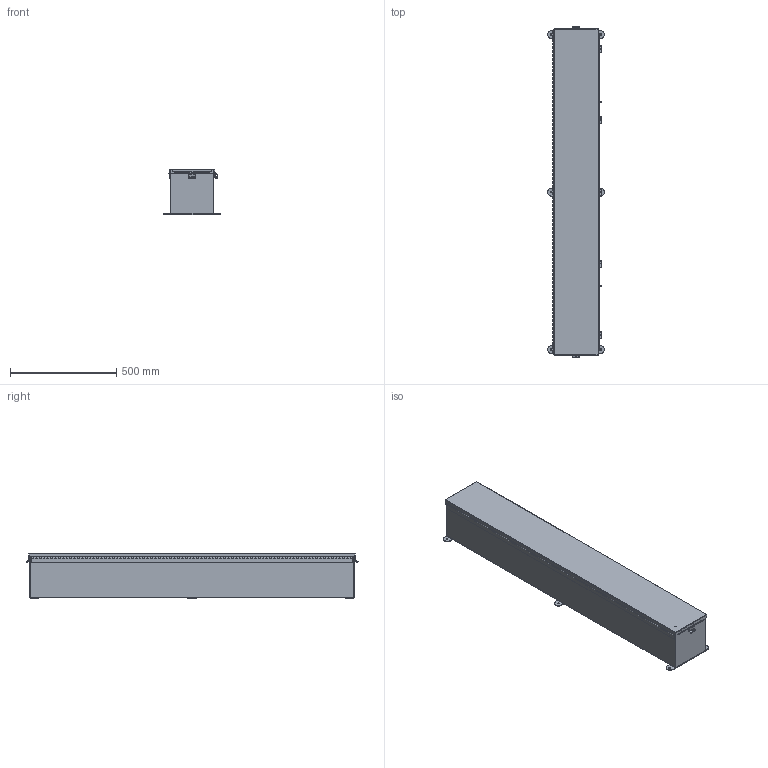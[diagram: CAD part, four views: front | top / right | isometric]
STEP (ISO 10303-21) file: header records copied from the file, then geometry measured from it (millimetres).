
FILE_DESCRIPTION (( 'STEP AP203' ), '1' );
FILE_NAME ('N080860SSCHTR.STEP', '2014-07-18T16:56:19', ( 'changeme' ), ( 'Microsoft' ), 'SwSTEP 2.0', 'SolidWorks 2013', '' );
FILE_SCHEMA (( 'CONFIG_CONTROL_DESIGN' ));
Length unit declared in the file: inch
Products named in the file (13): N080860SSCHTR JIC Mounting Bracket; N080860SSCHTR _JIC Hinge; N080860SSCHTR; N080860SSCHTR JIC_Cover_Template; N080860SSCHTR JIC Clamp Bracket; N080860SSCHTR JIC Cover Clamp; N080860SSCHTR JIC Top; N080860SSCHTR JIC Bottom; N080860SSCHTR JIC Enclosure Template; N080860SSCHTR HW-CD-S-25020-034; N080860SSCHTR Hinge Body Side; HW-CLH-JH-20154; N080860SSCHTR Hinge Cover Side JIC
Assembly tree (28 placements, depth 3):
  N080860SSCHTR
    N080860SSCHTR JIC Enclosure Template
    N080860SSCHTR _JIC Hinge
      N080860SSCHTR Hinge Body Side
      N080860SSCHTR Hinge Cover Side JIC
    N080860SSCHTR JIC_Cover_Template
    N080860SSCHTR JIC Clamp Bracket  x7
    N080860SSCHTR JIC Cover Clamp  x7
    N080860SSCHTR JIC Top
    N080860SSCHTR JIC Bottom
    N080860SSCHTR HW-CD-S-25020-034  x2
    HW-CLH-JH-20154  x2
    N080860SSCHTR JIC Mounting Bracket  x3
Bounding box: 266.7 x 1559.73 x 211.76 mm (x, y, z)
Volume: 2938640.9 mm3; surface area: 3105085.6 mm2
Topology: 27 solids, 27 shells, 1681 faces, 4321 edges, 2696 vertices
Faces by surface type: plane 1002, cylinder 659, bspline 8, torus 8, cone 4
Entity records: 43582 total; most frequent: CARTESIAN_POINT 7599, DIRECTION 7361, ORIENTED_EDGE 7120, EDGE_CURVE 3560, AXIS2_PLACEMENT_3D 2455, LINE 2451, VECTOR 2451, VERTEX_POINT 2245
